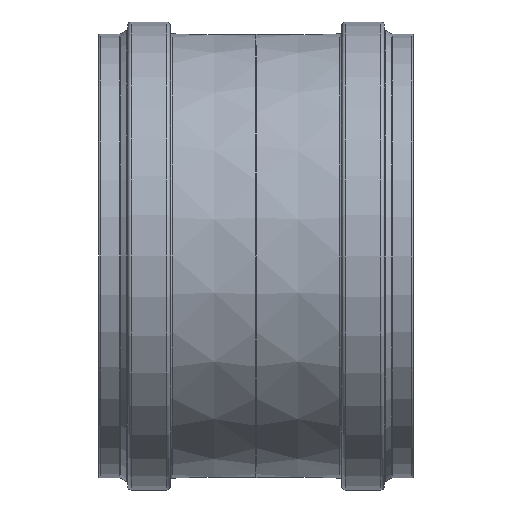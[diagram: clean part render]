
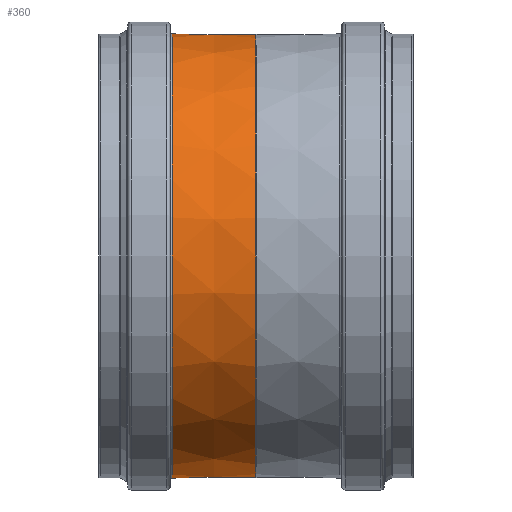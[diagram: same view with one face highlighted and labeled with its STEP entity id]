
A CAD part, left-side view. The second image highlights one B-rep face of the part: STEP entity #360.
In plain terms, the highlighted conical face has half-angle 0.388 degrees and reference radius 267.785 mm.
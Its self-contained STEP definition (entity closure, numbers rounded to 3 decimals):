
#32=CONICAL_SURFACE('',#421,267.785,0.388);
#75=FACE_BOUND('',#165,.T.);
#106=FACE_OUTER_BOUND('',#164,.T.);
#164=EDGE_LOOP('',(#319));
#165=EDGE_LOOP('',(#320));
#199=CIRCLE('',#420,267.443);
#200=CIRCLE('',#422,268.128);
#230=VERTEX_POINT('',#645);
#231=VERTEX_POINT('',#648);
#261=EDGE_CURVE('',#230,#230,#199,.T.);
#262=EDGE_CURVE('',#231,#231,#200,.T.);
#319=ORIENTED_EDGE('',*,*,#261,.T.);
#320=ORIENTED_EDGE('',*,*,#262,.F.);
#360=ADVANCED_FACE('',(#106,#75),#32,.T.);
#420=AXIS2_PLACEMENT_3D('',#646,#541,#542);
#421=AXIS2_PLACEMENT_3D('',#647,#543,#544);
#422=AXIS2_PLACEMENT_3D('',#649,#545,#546);
#541=DIRECTION('center_axis',(0.,1.,0.));
#542=DIRECTION('ref_axis',(1.,0.,0.));
#543=DIRECTION('center_axis',(0.,1.,0.));
#544=DIRECTION('ref_axis',(1.,0.,0.));
#545=DIRECTION('center_axis',(0.,1.,0.));
#546=DIRECTION('ref_axis',(1.,0.,0.));
#645=CARTESIAN_POINT('',(253.658,-2.061,0.));
#646=CARTESIAN_POINT('Origin',(-13.785,-2.061,0.));
#647=CARTESIAN_POINT('Origin',(-13.785,48.481,0.));
#648=CARTESIAN_POINT('',(254.343,99.024,0.));
#649=CARTESIAN_POINT('Origin',(-13.785,99.024,0.));
